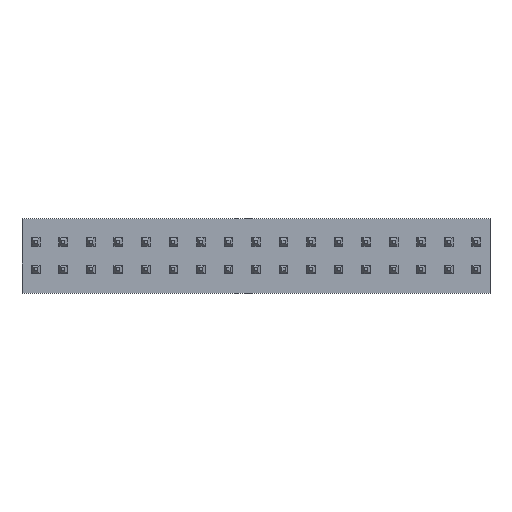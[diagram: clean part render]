
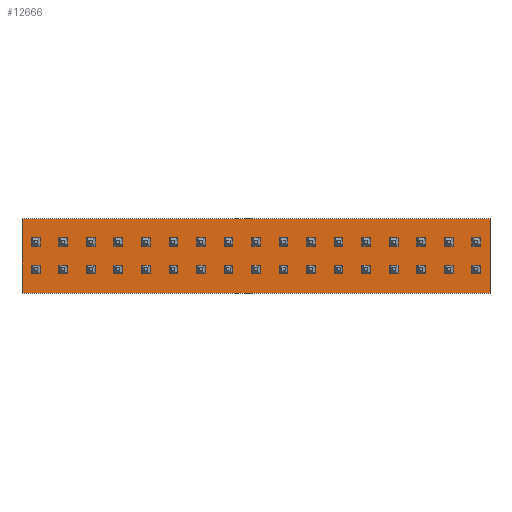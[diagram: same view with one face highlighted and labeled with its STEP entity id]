
A CAD part, top view. The second image highlights one B-rep face of the part: STEP entity #12666.
In plain terms, the highlighted face is planar.
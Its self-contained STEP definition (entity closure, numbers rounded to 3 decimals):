
#12534 = EDGE_CURVE('',#12535,#12537,#12539,.T.);
#12535 = VERTEX_POINT('',#12536);
#12536 = CARTESIAN_POINT('',(-10.795,1.778,-1.715));
#12537 = VERTEX_POINT('',#12538);
#12538 = CARTESIAN_POINT('',(-10.795,1.778,1.715));
#12539 = LINE('',#12540,#12541);
#12540 = CARTESIAN_POINT('',(-10.795,1.778,-1.715));
#12541 = VECTOR('',#12542,1.);
#12542 = DIRECTION('',(0.,0.,1.));
#12574 = EDGE_CURVE('',#12537,#12575,#12577,.T.);
#12575 = VERTEX_POINT('',#12576);
#12576 = CARTESIAN_POINT('',(10.795,1.778,1.715));
#12577 = LINE('',#12578,#12579);
#12578 = CARTESIAN_POINT('',(-10.795,1.778,1.715));
#12579 = VECTOR('',#12580,1.);
#12580 = DIRECTION('',(1.,0.,0.));
#12605 = EDGE_CURVE('',#12575,#12606,#12608,.T.);
#12606 = VERTEX_POINT('',#12607);
#12607 = CARTESIAN_POINT('',(10.795,1.778,-1.715));
#12608 = LINE('',#12609,#12610);
#12609 = CARTESIAN_POINT('',(10.795,1.778,1.715));
#12610 = VECTOR('',#12611,1.);
#12611 = DIRECTION('',(0.,0.,-1.));
#12636 = EDGE_CURVE('',#12606,#12535,#12637,.T.);
#12637 = LINE('',#12638,#12639);
#12638 = CARTESIAN_POINT('',(10.795,1.778,-1.715));
#12639 = VECTOR('',#12640,1.);
#12640 = DIRECTION('',(-1.,0.,0.));
#12666 = ADVANCED_FACE('',(#12667),#12673,.T.);
#12667 = FACE_BOUND('',#12668,.T.);
#12668 = EDGE_LOOP('',(#12669,#12670,#12671,#12672));
#12669 = ORIENTED_EDGE('',*,*,#12534,.T.);
#12670 = ORIENTED_EDGE('',*,*,#12574,.T.);
#12671 = ORIENTED_EDGE('',*,*,#12605,.T.);
#12672 = ORIENTED_EDGE('',*,*,#12636,.T.);
#12673 = PLANE('',#12674);
#12674 = AXIS2_PLACEMENT_3D('',#12675,#12676,#12677);
#12675 = CARTESIAN_POINT('',(0.,1.778,0.));
#12676 = DIRECTION('',(0.,1.,0.));
#12677 = DIRECTION('',(0.,-0.,1.));
